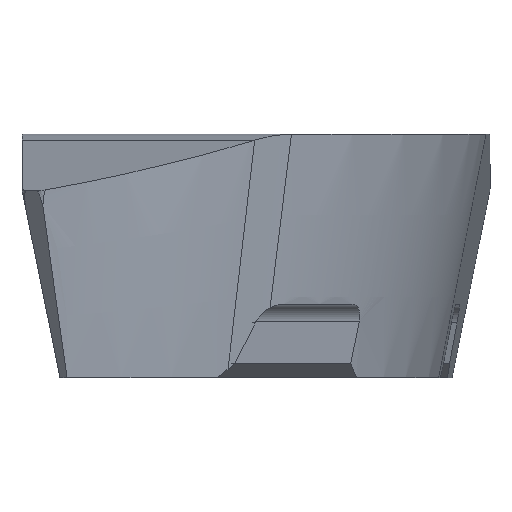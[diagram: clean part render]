
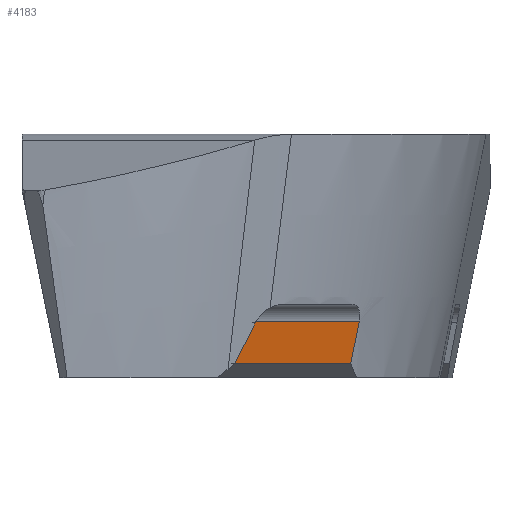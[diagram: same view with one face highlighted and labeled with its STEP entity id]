
A CAD part, left-side view. The second image highlights one B-rep face of the part: STEP entity #4183.
In plain terms, the highlighted planar face has unit normal (-0.976, 0.217, 0).
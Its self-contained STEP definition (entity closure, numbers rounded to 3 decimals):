
#1276=CARTESIAN_POINT('',(-3.291,-1.672,-4.05));
#1286=CARTESIAN_POINT('',(-3.325,-1.827,-3.3));
#1287=CARTESIAN_POINT('',(-3.321,-1.81,
-3.385));
#1288=CARTESIAN_POINT('',(-3.313,-1.775,
-3.553));
#1289=CARTESIAN_POINT('',(-3.302,-1.723,
-3.803));
#1290=CARTESIAN_POINT('',(-3.294,-1.689,
-3.968));
#1291=CARTESIAN_POINT('',(-3.291,-1.672,-4.05));
#1522=DIRECTION('',(0.042,0.189,0.981));
#1523=VECTOR('',#1522,0.764);
#1524=CARTESIAN_POINT('',(-2.184,3.312,-4.05));
#1525=LINE('',#1524,#1523);
#1883=DIRECTION('',(0.217,0.976,0.));
#1884=VECTOR('',#1883,5.412);
#1885=CARTESIAN_POINT('',(-3.325,-1.827,-3.3));
#1886=LINE('',#1885,#1884);
#1890=DIRECTION('',(0.217,0.976,0.));
#1891=VECTOR('',#1890,5.106);
#1892=CARTESIAN_POINT('',(-3.291,-1.672,-4.05));
#1893=LINE('',#1892,#1891);
#2117=VERTEX_POINT('',#1276);
#2118=VERTEX_POINT('',#1286);
#2125=CARTESIAN_POINT('',(-2.184,3.312,-4.05));
#2126=VERTEX_POINT('',#2125);
#2127=CARTESIAN_POINT('',(-2.152,3.456,-3.3));
#2128=VERTEX_POINT('',#2127);
#4172=CARTESIAN_POINT('',(-4.88,-8.83,-4.05));
#4173=DIRECTION('',(0.976,-0.217,0.));
#4174=DIRECTION('',(0.,0.,1.));
#4175=AXIS2_PLACEMENT_3D('',#4172,#4173,#4174);
#4176=PLANE('',#4175);
#4177=ORIENTED_EDGE('',*,*,#3636,.T.);
#4178=ORIENTED_EDGE('',*,*,#3660,.T.);
#4179=ORIENTED_EDGE('',*,*,#3688,.T.);
#4180=ORIENTED_EDGE('',*,*,#4165,.F.);
#4181=EDGE_LOOP('',(#4177,#4178,#4179,#4180));
#4182=FACE_OUTER_BOUND('',#4181,.F.);
#1292=B_SPLINE_CURVE_WITH_KNOTS('',3,(#1286,#1287,#1288,#1289,#1290,#1291),
.UNSPECIFIED.,.F.,.F.,(4,1,1,4),(0.,0.333,0.667,1.),
.UNSPECIFIED.);
#3636=EDGE_CURVE('',#2118,#2117,#1292,.T.);
#3660=EDGE_CURVE('',#2117,#2126,#1893,.T.);
#3688=EDGE_CURVE('',#2126,#2128,#1525,.T.);
#4165=EDGE_CURVE('',#2118,#2128,#1886,.T.);
#4183=ADVANCED_FACE('',(#4182),#4176,.F.);
